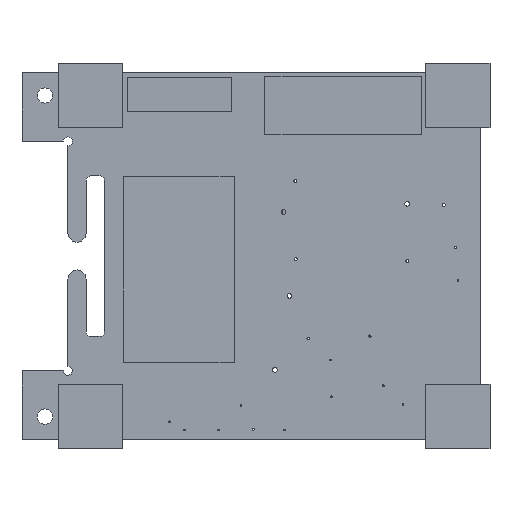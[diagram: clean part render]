
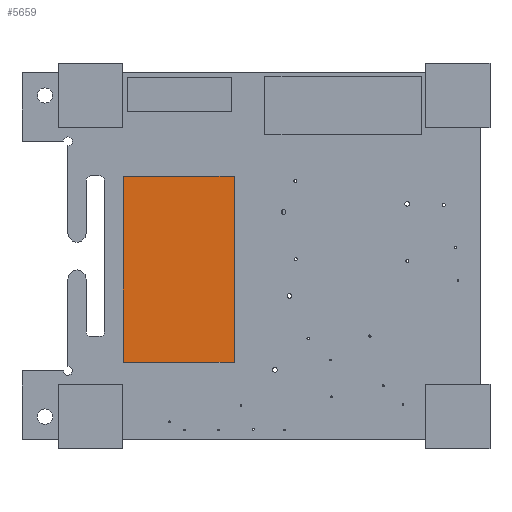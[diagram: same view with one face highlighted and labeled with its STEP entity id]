
A CAD part, top view. The second image highlights one B-rep face of the part: STEP entity #5659.
In plain terms, the highlighted planar face has unit normal (0, 0, 1).
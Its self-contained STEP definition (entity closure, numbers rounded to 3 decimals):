
#512=PLANE('',#6208);
#787=FACE_OUTER_BOUND('',#1138,.T.);
#1138=EDGE_LOOP('',(#5111,#5112,#5113,#5114));
#1719=LINE('',#9165,#2356);
#1722=LINE('',#9171,#2359);
#1725=LINE('',#9177,#2362);
#1728=LINE('',#9181,#2365);
#2356=VECTOR('',#7529,10.);
#2359=VECTOR('',#7534,10.);
#2362=VECTOR('',#7539,10.);
#2365=VECTOR('',#7544,10.);
#3000=VERTEX_POINT('',#9162);
#3001=VERTEX_POINT('',#9164);
#3003=VERTEX_POINT('',#9170);
#3005=VERTEX_POINT('',#9176);
#3711=EDGE_CURVE('',#3001,#3000,#1719,.T.);
#3714=EDGE_CURVE('',#3003,#3001,#1722,.T.);
#3717=EDGE_CURVE('',#3005,#3003,#1725,.T.);
#3720=EDGE_CURVE('',#3000,#3005,#1728,.T.);
#5111=ORIENTED_EDGE('',*,*,#3720,.T.);
#5112=ORIENTED_EDGE('',*,*,#3717,.T.);
#5113=ORIENTED_EDGE('',*,*,#3714,.T.);
#5114=ORIENTED_EDGE('',*,*,#3711,.T.);
#5659=ADVANCED_FACE('',(#787),#512,.T.);
#6208=AXIS2_PLACEMENT_3D('',#9182,#7545,#7546);
#7529=DIRECTION('',(-1.,0.,0.));
#7534=DIRECTION('',(0.,1.,0.));
#7539=DIRECTION('',(1.,0.,0.));
#7544=DIRECTION('',(0.,-1.,0.));
#7545=DIRECTION('center_axis',(0.,0.,1.));
#7546=DIRECTION('ref_axis',(1.,0.,0.));
#9162=CARTESIAN_POINT('',(0.,40.767,0.1));
#9164=CARTESIAN_POINT('',(24.13,40.767,0.1));
#9165=CARTESIAN_POINT('',(24.13,40.767,0.1));
#9170=CARTESIAN_POINT('',(24.13,0.254,0.1));
#9171=CARTESIAN_POINT('',(24.13,0.254,0.1));
#9176=CARTESIAN_POINT('',(0.,0.254,0.1));
#9177=CARTESIAN_POINT('',(0.,0.254,0.1));
#9181=CARTESIAN_POINT('',(0.,40.767,0.1));
#9182=CARTESIAN_POINT('Origin',(12.065,20.511,0.1));
